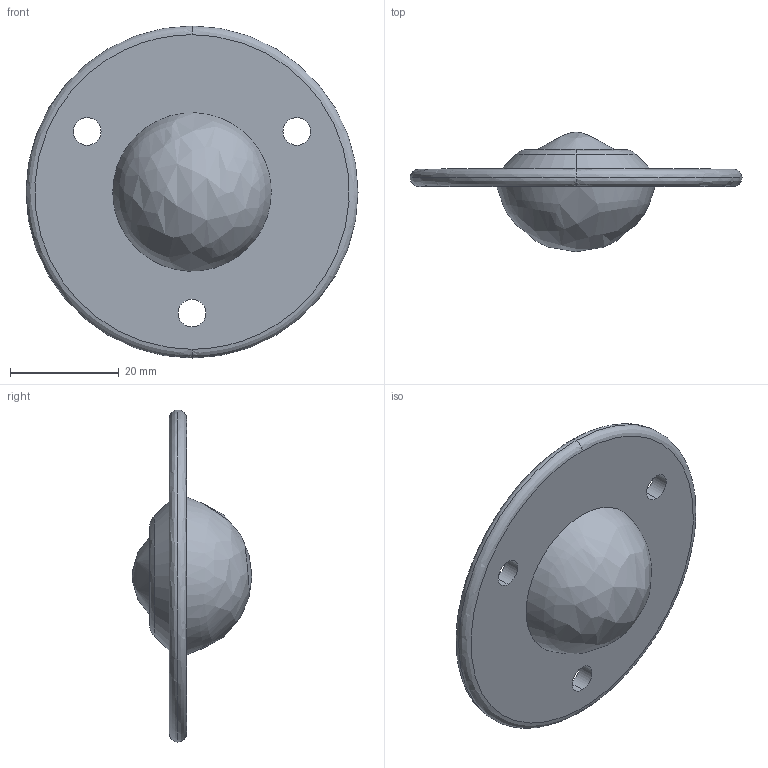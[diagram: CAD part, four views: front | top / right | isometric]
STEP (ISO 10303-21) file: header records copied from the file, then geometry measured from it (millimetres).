
FILE_DESCRIPTION (( 'STEP AP214' ), '1' );
FILE_NAME ('0014723.step', '2020-11-18T07:42:02', ( '' ), ( '' ), 'SwSTEP 2.0', 'SolidWorks 2018', '' );
FILE_SCHEMA (( 'AUTOMOTIVE_DESIGN' ));
Length unit declared in the file: millimetre
Products named in the file (1): 0014723
Bounding box: 61 x 22 x 61 mm (x, y, z)
Volume: 15730.3 mm3; surface area: 6810.7 mm2
Topology: 1 solids, 1 shells, 19 faces, 42 edges, 28 vertices
Faces by surface type: bspline 8, cylinder 6, plane 3, cone 2
Entity records: 1066 total; most frequent: CARTESIAN_POINT 626, ORIENTED_EDGE 84, DIRECTION 80, EDGE_CURVE 42, AXIS2_PLACEMENT_3D 36, VERTEX_POINT 28, EDGE_LOOP 28, CIRCLE 24
